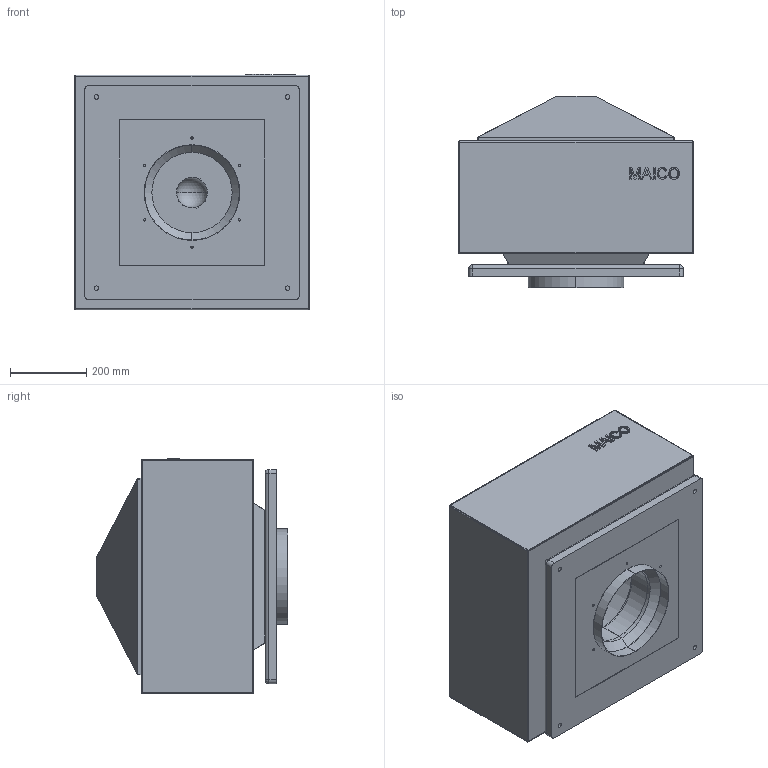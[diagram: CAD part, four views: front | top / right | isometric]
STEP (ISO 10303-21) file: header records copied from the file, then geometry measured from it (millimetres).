
FILE_DESCRIPTION (( 'STEP AP214' ), '1' );
FILE_NAME ('ERD_25-6_B.STEP', '2009-06-28T08:13:02', ( 'Wolfgang Schmidt' ), ( 'WS-KO' ), 'SwSTEP 2.0', 'SolidWorks 2008', '' );
FILE_SCHEMA (( 'AUTOMOTIVE_DESIGN' ));
Length unit declared in the file: millimetre
Products named in the file (1): ERD_25-6_B
Bounding box: 614 x 500 x 617 mm (x, y, z)
Volume: 11800227.1 mm3; surface area: 4700699.3 mm2
Topology: 3 solids, 3 shells, 282 faces, 686 edges, 418 vertices
Faces by surface type: plane 138, cylinder 82, bspline 36, sphere 24, cone 2
Entity records: 10351 total; most frequent: CARTESIAN_POINT 3835, ORIENTED_EDGE 1324, DIRECTION 1256, EDGE_CURVE 662, AXIS2_PLACEMENT_3D 419, VECTOR 418, LINE 418, VERTEX_POINT 418
